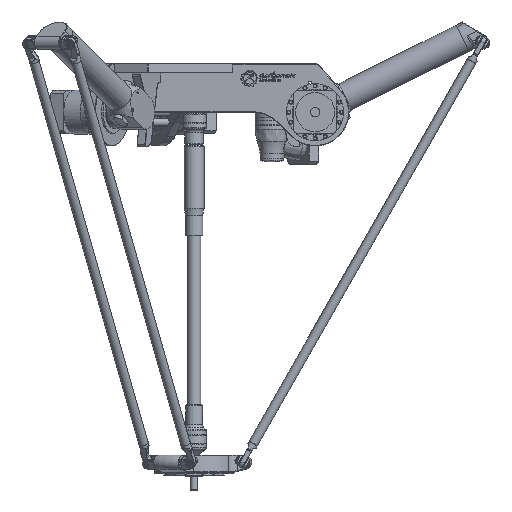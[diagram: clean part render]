
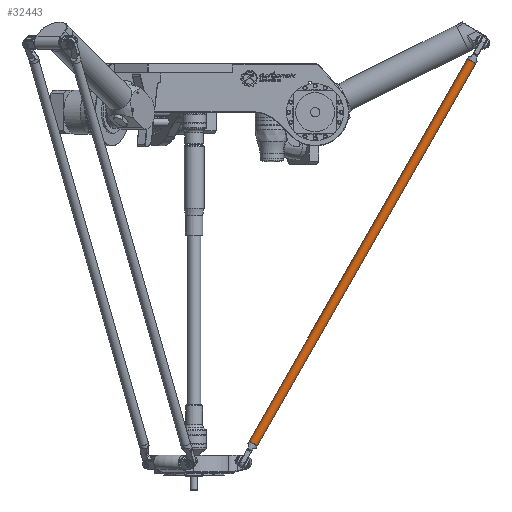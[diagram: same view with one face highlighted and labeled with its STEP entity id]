
A CAD part, front view. The second image highlights one B-rep face of the part: STEP entity #32443.
In plain terms, the highlighted cylindrical face has radius 10 mm (diameter 20 mm), a full revolution.
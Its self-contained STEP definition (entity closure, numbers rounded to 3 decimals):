
#1175=FACE_BOUND('',#6495,.T.);
#3994=FACE_OUTER_BOUND('',#6494,.T.);
#6494=EDGE_LOOP('',(#27637));
#6495=EDGE_LOOP('',(#27638));
#8173=CIRCLE('',#35697,10.);
#8174=CIRCLE('',#35699,10.);
#16043=VERTEX_POINT('',#60704);
#16044=VERTEX_POINT('',#60707);
#20007=EDGE_CURVE('',#16043,#16043,#8173,.T.);
#20008=EDGE_CURVE('',#16044,#16044,#8174,.T.);
#27637=ORIENTED_EDGE('',*,*,#20008,.T.);
#27638=ORIENTED_EDGE('',*,*,#20007,.T.);
#29700=CYLINDRICAL_SURFACE('',#35710,10.);
#32443=ADVANCED_FACE('',(#3994,#1175),#29700,.T.);
#35697=AXIS2_PLACEMENT_3D('',#60705,#43911,#43912);
#35699=AXIS2_PLACEMENT_3D('',#60708,#43915,#43916);
#35710=AXIS2_PLACEMENT_3D('',#60731,#43939,#43940);
#43911=DIRECTION('center_axis',(1.,0.,0.));
#43912=DIRECTION('ref_axis',(0.,0.,1.));
#43915=DIRECTION('center_axis',(-1.,0.,0.));
#43916=DIRECTION('ref_axis',(0.,0.,1.));
#43939=DIRECTION('center_axis',(-1.,0.,0.));
#43940=DIRECTION('ref_axis',(0.,0.,1.));
#60704=CARTESIAN_POINT('',(45.029,-10.,0.));
#60705=CARTESIAN_POINT('Origin',(45.029,0.,
0.));
#60707=CARTESIAN_POINT('',(954.971,-10.,0.));
#60708=CARTESIAN_POINT('Origin',(954.971,0.,0.));
#60731=CARTESIAN_POINT('Origin',(955.,0.,0.));
